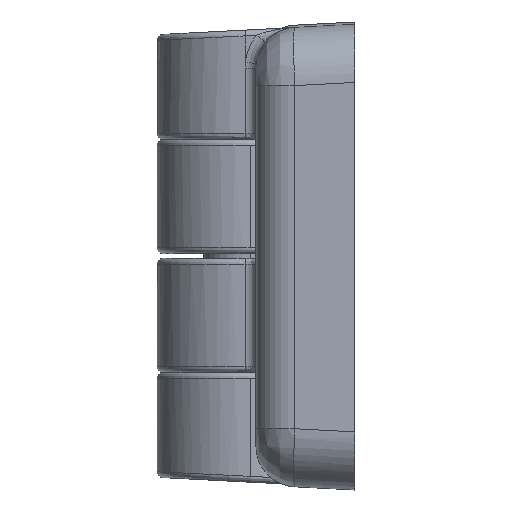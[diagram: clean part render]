
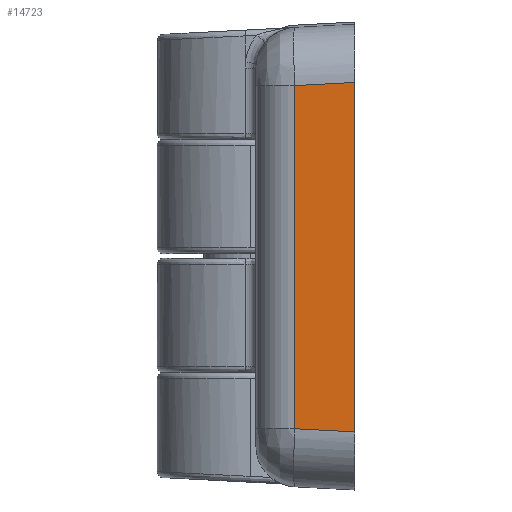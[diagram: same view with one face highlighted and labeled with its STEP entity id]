
A CAD part, left-side view. The second image highlights one B-rep face of the part: STEP entity #14723.
In plain terms, the highlighted planar face has unit normal (-0.999, 0.052, 0).
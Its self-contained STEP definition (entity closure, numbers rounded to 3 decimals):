
#485 = DIRECTION ( 'NONE',  ( -0.052, -0.999, 0. ) ) ;
#997 = DIRECTION ( 'NONE',  ( 0., 0., 1. ) ) ;
#1450 = DIRECTION ( 'NONE',  ( 0., 0., -1. ) ) ;
#1579 = ORIENTED_EDGE ( 'NONE', *, *, #13903, .T. ) ;
#1609 = EDGE_CURVE ( 'NONE', #17247, #15093, #12917, .T. ) ;
#3855 = DIRECTION ( 'NONE',  ( -0.052, -0.997, 0.052 ) ) ;
#5043 = CARTESIAN_POINT ( 'NONE',  ( -30., -9., 15.017 ) ) ;
#5451 = ORIENTED_EDGE ( 'NONE', *, *, #15295, .T. ) ;
#5512 = CARTESIAN_POINT ( 'NONE',  ( -29.728, -3.817, -14.725 ) ) ;
#5519 = ORIENTED_EDGE ( 'NONE', *, *, #13767, .T. ) ;
#5848 = ORIENTED_EDGE ( 'NONE', *, *, #1609, .F. ) ;
#6198 = CARTESIAN_POINT ( 'NONE',  ( -29.728, -3.817, 14.745 ) ) ;
#7061 = CARTESIAN_POINT ( 'NONE',  ( -30., -9., -19.99 ) ) ;
#7538 = FACE_OUTER_BOUND ( 'NONE', #13581, .T. ) ;
#8836 = CARTESIAN_POINT ( 'NONE',  ( -29.904, -7.175, 14.921 ) ) ;
#8864 = VERTEX_POINT ( 'NONE', #10578 ) ;
#9635 = VERTEX_POINT ( 'NONE', #5512 ) ;
#9659 = DIRECTION ( 'NONE',  ( -0.999, 0.052, 0. ) ) ;
#9733 = VECTOR ( 'NONE', #3855, 1000. ) ;
#10578 = CARTESIAN_POINT ( 'NONE',  ( -30., -9., -14.997 ) ) ;
#11783 = VECTOR ( 'NONE', #997, 1000. ) ;
#12715 = PLANE ( 'NONE',  #19712 ) ;
#12917 = LINE ( 'NONE', #8836, #9733 ) ;
#13581 = EDGE_LOOP ( 'NONE', ( #5519, #5451, #5848, #1579 ) ) ;
#13767 = EDGE_CURVE ( 'NONE', #9635, #8864, #17088, .T. ) ;
#13903 = EDGE_CURVE ( 'NONE', #17247, #9635, #16205, .T. ) ;
#14723 = ADVANCED_FACE ( 'NONE', ( #7538 ), #12715, .T. ) ;
#14975 = CARTESIAN_POINT ( 'NONE',  ( -29.728, -3.817, -14.725 ) ) ;
#15093 = VERTEX_POINT ( 'NONE', #5043 ) ;
#15295 = EDGE_CURVE ( 'NONE', #8864, #15093, #19885, .T. ) ;
#15313 = CARTESIAN_POINT ( 'NONE',  ( -29.728, -3.817, -19.99 ) ) ;
#15938 = VECTOR ( 'NONE', #1450, 1000. ) ;
#16205 = LINE ( 'NONE', #15313, #15938 ) ;
#16886 = VECTOR ( 'NONE', #19731, 1000. ) ;
#17088 = LINE ( 'NONE', #14975, #16886 ) ;
#17247 = VERTEX_POINT ( 'NONE', #6198 ) ;
#18859 = CARTESIAN_POINT ( 'NONE',  ( -30., -9., -19.99 ) ) ;
#19712 = AXIS2_PLACEMENT_3D ( 'NONE', #18859, #9659, #485 ) ;
#19731 = DIRECTION ( 'NONE',  ( -0.052, -0.997, -0.052 ) ) ;
#19885 = LINE ( 'NONE', #7061, #11783 ) ;
